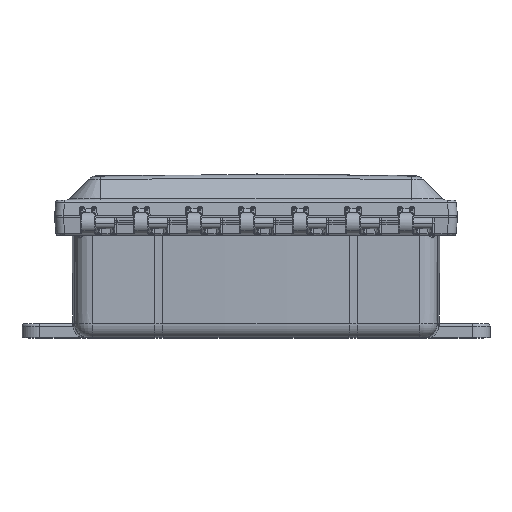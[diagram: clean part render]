
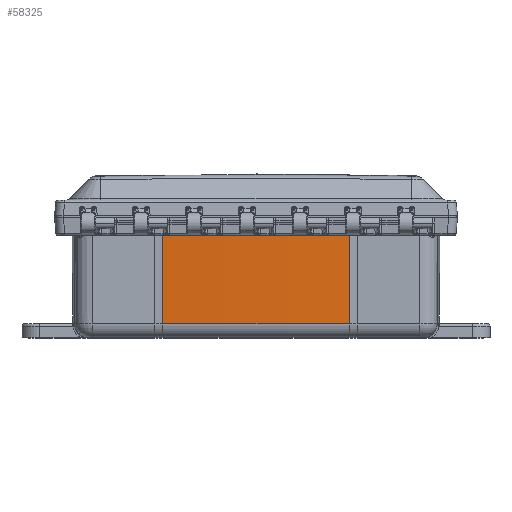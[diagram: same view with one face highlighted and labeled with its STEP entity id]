
A CAD part, top view. The second image highlights one B-rep face of the part: STEP entity #58325.
In plain terms, the highlighted conical face has half-angle 0.25 degrees and reference radius 1537.32 mm.
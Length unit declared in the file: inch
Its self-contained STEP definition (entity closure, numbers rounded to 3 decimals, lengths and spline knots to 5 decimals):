
#6701 = LINE ( 'NONE', #169344, #78328 ) ;
#7217 = EDGE_CURVE ( 'NONE', #30323, #8776, #46562, .T. ) ;
#7961 = FACE_OUTER_BOUND ( 'NONE', #48606, .T. ) ;
#8776 = VERTEX_POINT ( 'NONE', #178436 ) ;
#13825 = DIRECTION ( 'NONE',  ( 0., -1., -0.004 ) ) ;
#14341 = CARTESIAN_POINT ( 'NONE',  ( -3.81888, 3.32798, 7.0252 ) ) ;
#30323 = VERTEX_POINT ( 'NONE', #32488 ) ;
#32488 = CARTESIAN_POINT ( 'NONE',  ( -3.81834, 6.12496, 7.0374 ) ) ;
#45450 = CARTESIAN_POINT ( 'NONE',  ( -6.46136, 3.32798, -53.43523 ) ) ;
#46562 = CIRCLE ( 'NONE', #155935, 60.53036 ) ;
#48606 = EDGE_LOOP ( 'NONE', ( #165722, #61950, #130930, #180457 ) ) ;
#54770 = EDGE_CURVE ( 'NONE', #145249, #112905, #196671, .T. ) ;
#55069 = CARTESIAN_POINT ( 'NONE',  ( -6.46136, 4.72647, -53.43523 ) ) ;
#57218 = DIRECTION ( 'NONE',  ( 0., 1., 0. ) ) ;
#58325 = ADVANCED_FACE ( 'NONE', ( #7961 ), #67341, .T. ) ;
#61950 = ORIENTED_EDGE ( 'NONE', *, *, #128275, .F. ) ;
#67341 = CONICAL_SURFACE ( 'NONE', #173376, 60.52425, 0.004 ) ;
#78328 = VECTOR ( 'NONE', #84031, 39.37008 ) ;
#80116 = CARTESIAN_POINT ( 'NONE',  ( -9.10438, 6.12496, 7.0374 ) ) ;
#84031 = DIRECTION ( 'NONE',  ( 0., -1., -0.004 ) ) ;
#84137 = CARTESIAN_POINT ( 'NONE',  ( -9.10385, 3.32798, 7.0252 ) ) ;
#91373 = DIRECTION ( 'NONE',  ( 0., -1., 0. ) ) ;
#96055 = EDGE_CURVE ( 'NONE', #8776, #112905, #163550, .T. ) ;
#104369 = AXIS2_PLACEMENT_3D ( 'NONE', #45450, #143863, #209186 ) ;
#105273 = DIRECTION ( 'NONE',  ( 0.044, 0., 0.999 ) ) ;
#106328 = CARTESIAN_POINT ( 'NONE',  ( -6.46136, 6.12496, -53.43523 ) ) ;
#112905 = VERTEX_POINT ( 'NONE', #84137 ) ;
#122401 = DIRECTION ( 'NONE',  ( 1., 0., 0. ) ) ;
#128275 = EDGE_CURVE ( 'NONE', #30323, #145249, #6701, .T. ) ;
#130930 = ORIENTED_EDGE ( 'NONE', *, *, #7217, .T. ) ;
#143863 = DIRECTION ( 'NONE',  ( 0., -1., 0. ) ) ;
#145249 = VERTEX_POINT ( 'NONE', #14341 ) ;
#155935 = AXIS2_PLACEMENT_3D ( 'NONE', #106328, #91373, #105273 ) ;
#163550 = LINE ( 'NONE', #80116, #194370 ) ;
#165722 = ORIENTED_EDGE ( 'NONE', *, *, #54770, .F. ) ;
#169344 = CARTESIAN_POINT ( 'NONE',  ( -3.81834, 6.12496, 7.0374 ) ) ;
#173376 = AXIS2_PLACEMENT_3D ( 'NONE', #55069, #57218, #122401 ) ;
#178436 = CARTESIAN_POINT ( 'NONE',  ( -9.10438, 6.12496, 7.0374 ) ) ;
#180457 = ORIENTED_EDGE ( 'NONE', *, *, #96055, .T. ) ;
#194370 = VECTOR ( 'NONE', #13825, 39.37008 ) ;
#196671 = CIRCLE ( 'NONE', #104369, 60.51815 ) ;
#209186 = DIRECTION ( 'NONE',  ( 0.044, 0., 0.999 ) ) ;
